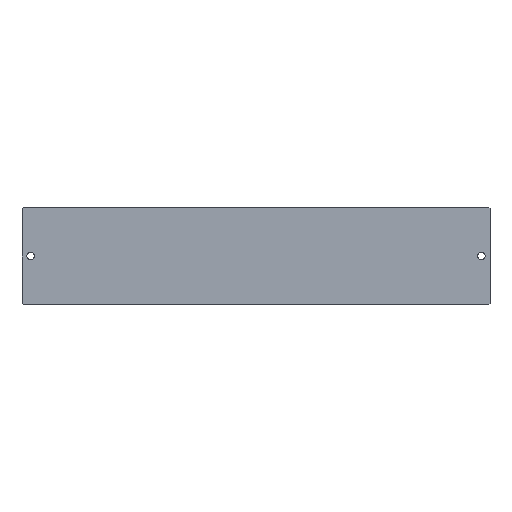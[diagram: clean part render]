
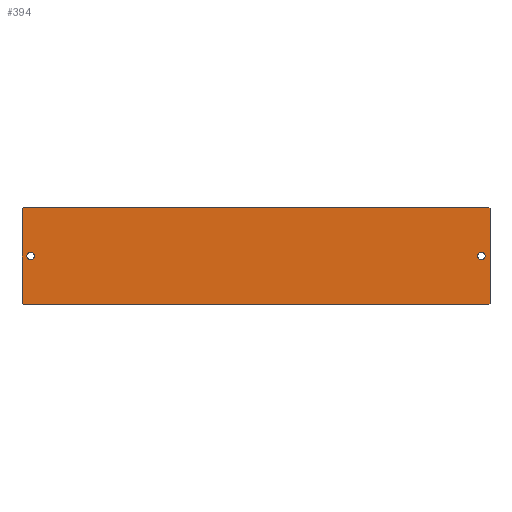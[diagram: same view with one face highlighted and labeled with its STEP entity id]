
A CAD part, top view. The second image highlights one B-rep face of the part: STEP entity #394.
In plain terms, the highlighted planar face has unit normal (0, 0, 1).
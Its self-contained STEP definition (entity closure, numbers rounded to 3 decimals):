
#7 = EDGE_LOOP ( 'NONE', ( #44, #52 ) ) ;
#12 = EDGE_LOOP ( 'NONE', ( #35, #32, #40, #55, #56, #58, #47, #61 ) ) ;
#31 = EDGE_LOOP ( 'NONE', ( #34, #53 ) ) ;
#32 = ORIENTED_EDGE ( 'NONE', *, *, #408, .T. ) ;
#34 = ORIENTED_EDGE ( 'NONE', *, *, #424, .F. ) ;
#35 = ORIENTED_EDGE ( 'NONE', *, *, #421, .T. ) ;
#40 = ORIENTED_EDGE ( 'NONE', *, *, #386, .T. ) ;
#44 = ORIENTED_EDGE ( 'NONE', *, *, #400, .F. ) ;
#47 = ORIENTED_EDGE ( 'NONE', *, *, #399, .T. ) ;
#52 = ORIENTED_EDGE ( 'NONE', *, *, #437, .F. ) ;
#53 = ORIENTED_EDGE ( 'NONE', *, *, #425, .F. ) ;
#55 = ORIENTED_EDGE ( 'NONE', *, *, #407, .T. ) ;
#56 = ORIENTED_EDGE ( 'NONE', *, *, #416, .T. ) ;
#58 = ORIENTED_EDGE ( 'NONE', *, *, #427, .T. ) ;
#61 = ORIENTED_EDGE ( 'NONE', *, *, #410, .T. ) ;
#69 = VERTEX_POINT ( 'NONE', #103 ) ;
#79 = VERTEX_POINT ( 'NONE', #158 ) ;
#86 = VERTEX_POINT ( 'NONE', #161 ) ;
#88 = VERTEX_POINT ( 'NONE', #118 ) ;
#89 = VERTEX_POINT ( 'NONE', #129 ) ;
#102 = VERTEX_POINT ( 'NONE', #126 ) ;
#103 = CARTESIAN_POINT ( 'NONE',  ( -81., -17., 3. ) ) ;
#109 = VERTEX_POINT ( 'NONE', #154 ) ;
#110 = VERTEX_POINT ( 'NONE', #117 ) ;
#111 = VERTEX_POINT ( 'NONE', #119 ) ;
#113 = VERTEX_POINT ( 'NONE', #160 ) ;
#117 = CARTESIAN_POINT ( 'NONE',  ( 79.8, 0., 3. ) ) ;
#118 = CARTESIAN_POINT ( 'NONE',  ( 81., 17., 3. ) ) ;
#119 = CARTESIAN_POINT ( 'NONE',  ( 81.5, -16.5, 3. ) ) ;
#120 = VERTEX_POINT ( 'NONE', #152 ) ;
#126 = CARTESIAN_POINT ( 'NONE',  ( -81.5, 16.5, 3. ) ) ;
#129 = CARTESIAN_POINT ( 'NONE',  ( -77.2, 0., 3. ) ) ;
#130 = CARTESIAN_POINT ( 'NONE',  ( -81., 17., 3. ) ) ;
#151 = VERTEX_POINT ( 'NONE', #130 ) ;
#152 = CARTESIAN_POINT ( 'NONE',  ( 77.2, 0., 3. ) ) ;
#154 = CARTESIAN_POINT ( 'NONE',  ( -79.8, 0., 3. ) ) ;
#158 = CARTESIAN_POINT ( 'NONE',  ( 81., -17., 3. ) ) ;
#160 = CARTESIAN_POINT ( 'NONE',  ( 81.5, 16.5, 3. ) ) ;
#161 = CARTESIAN_POINT ( 'NONE',  ( -81.5, -16.5, 3. ) ) ;
#181 = FACE_BOUND ( 'NONE', #7, .T. ) ;
#183 = LINE ( 'NONE', #184, #498 ) ;
#184 = CARTESIAN_POINT ( 'NONE',  ( -81.5, 17., 3. ) ) ;
#194 = FACE_BOUND ( 'NONE', #31, .T. ) ;
#206 = DIRECTION ( 'NONE',  ( -1., 0., 0. ) ) ;
#212 = DIRECTION ( 'NONE',  ( 1., 0., 0. ) ) ;
#221 = DIRECTION ( 'NONE',  ( 0., 0., 1. ) ) ;
#225 = LINE ( 'NONE', #230, #455 ) ;
#226 = DIRECTION ( 'NONE',  ( 1., 0., 0. ) ) ;
#227 = FACE_OUTER_BOUND ( 'NONE', #12, .T. ) ;
#230 = CARTESIAN_POINT ( 'NONE',  ( -81.5, -17., 3. ) ) ;
#231 = CARTESIAN_POINT ( 'NONE',  ( -78.5, 0., 3. ) ) ;
#232 = DIRECTION ( 'NONE',  ( 0., 0., 1. ) ) ;
#241 = PLANE ( 'NONE',  #482 ) ;
#242 = CARTESIAN_POINT ( 'NONE',  ( -81.5, -17., 3. ) ) ;
#247 = DIRECTION ( 'NONE',  ( 1., 0., 0. ) ) ;
#253 = DIRECTION ( 'NONE',  ( 0.707, 0.707, 0. ) ) ;
#254 = CARTESIAN_POINT ( 'NONE',  ( 16.75, 81.25, 3. ) ) ;
#256 = CARTESIAN_POINT ( 'NONE',  ( 81.5, 17., 3. ) ) ;
#258 = LINE ( 'NONE', #276, #453 ) ;
#262 = LINE ( 'NONE', #254, #460 ) ;
#263 = LINE ( 'NONE', #269, #472 ) ;
#264 = CARTESIAN_POINT ( 'NONE',  ( -0.25, -98.25, 3. ) ) ;
#267 = CARTESIAN_POINT ( 'NONE',  ( 78.5, 0., 3. ) ) ;
#269 = CARTESIAN_POINT ( 'NONE',  ( -81.5, 17., 3. ) ) ;
#272 = DIRECTION ( 'NONE',  ( 0., -1., 0. ) ) ;
#274 = LINE ( 'NONE', #256, #467 ) ;
#276 = CARTESIAN_POINT ( 'NONE',  ( -81.25, -16.75, 3. ) ) ;
#277 = LINE ( 'NONE', #264, #450 ) ;
#286 = DIRECTION ( 'NONE',  ( 0., 1., 0. ) ) ;
#287 = DIRECTION ( 'NONE',  ( -0.707, 0.707, 0. ) ) ;
#292 = LINE ( 'NONE', #295, #468 ) ;
#293 = DIRECTION ( 'NONE',  ( -0.707, -0.707, 0. ) ) ;
#295 = CARTESIAN_POINT ( 'NONE',  ( -98.25, -0.25, 3. ) ) ;
#306 = DIRECTION ( 'NONE',  ( 0., 0., 1. ) ) ;
#308 = DIRECTION ( 'NONE',  ( 0.707, -0.707, 0. ) ) ;
#311 = DIRECTION ( 'NONE',  ( 0., 0., 1. ) ) ;
#312 = DIRECTION ( 'NONE',  ( 1., 0., 0. ) ) ;
#315 = DIRECTION ( 'NONE',  ( 0., 0., 1. ) ) ;
#318 = DIRECTION ( 'NONE',  ( 1., 0., 0. ) ) ;
#320 = DIRECTION ( 'NONE',  ( 1., 0., 0. ) ) ;
#322 = CARTESIAN_POINT ( 'NONE',  ( -78.5, 0., 3. ) ) ;
#323 = CARTESIAN_POINT ( 'NONE',  ( 78.5, 0., 3. ) ) ;
#386 = EDGE_CURVE ( 'NONE', #88, #151, #183, .T. ) ;
#394 = ADVANCED_FACE ( 'NONE', ( #181, #194, #227 ), #241, .T. ) ;
#399 = EDGE_CURVE ( 'NONE', #69, #79, #225, .T. ) ;
#400 = EDGE_CURVE ( 'NONE', #89, #109, #449, .T. ) ;
#407 = EDGE_CURVE ( 'NONE', #151, #102, #292, .T. ) ;
#408 = EDGE_CURVE ( 'NONE', #113, #88, #262, .T. ) ;
#410 = EDGE_CURVE ( 'NONE', #79, #111, #277, .T. ) ;
#416 = EDGE_CURVE ( 'NONE', #102, #86, #263, .T. ) ;
#421 = EDGE_CURVE ( 'NONE', #111, #113, #274, .T. ) ;
#424 = EDGE_CURVE ( 'NONE', #110, #120, #489, .T. ) ;
#425 = EDGE_CURVE ( 'NONE', #120, #110, #464, .T. ) ;
#427 = EDGE_CURVE ( 'NONE', #86, #69, #258, .T. ) ;
#437 = EDGE_CURVE ( 'NONE', #109, #89, #479, .T. ) ;
#449 = CIRCLE ( 'NONE', #476, 1.3 ) ;
#450 = VECTOR ( 'NONE', #253, 1000. ) ;
#453 = VECTOR ( 'NONE', #308, 1000. ) ;
#455 = VECTOR ( 'NONE', #247, 1000. ) ;
#460 = VECTOR ( 'NONE', #287, 1000. ) ;
#464 = CIRCLE ( 'NONE', #470, 1.3 ) ;
#467 = VECTOR ( 'NONE', #286, 1000. ) ;
#468 = VECTOR ( 'NONE', #293, 1000. ) ;
#470 = AXIS2_PLACEMENT_3D ( 'NONE', #323, #311, #320 ) ;
#472 = VECTOR ( 'NONE', #272, 1000. ) ;
#476 = AXIS2_PLACEMENT_3D ( 'NONE', #231, #232, #212 ) ;
#479 = CIRCLE ( 'NONE', #480, 1.3 ) ;
#480 = AXIS2_PLACEMENT_3D ( 'NONE', #322, #315, #318 ) ;
#482 = AXIS2_PLACEMENT_3D ( 'NONE', #242, #221, #226 ) ;
#489 = CIRCLE ( 'NONE', #490, 1.3 ) ;
#490 = AXIS2_PLACEMENT_3D ( 'NONE', #267, #306, #312 ) ;
#498 = VECTOR ( 'NONE', #206, 1000. ) ;
